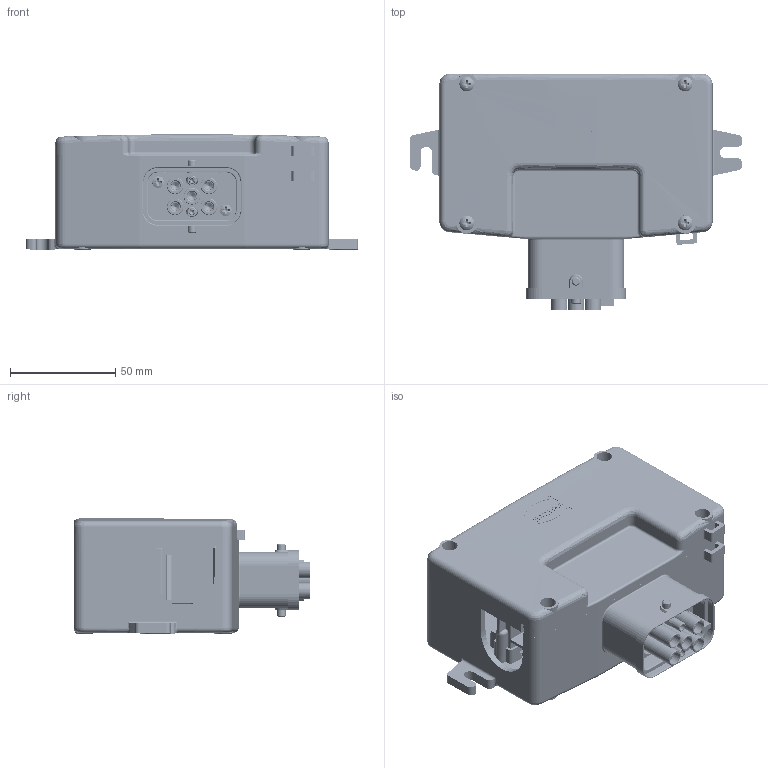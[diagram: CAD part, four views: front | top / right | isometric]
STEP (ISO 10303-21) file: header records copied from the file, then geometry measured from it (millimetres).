
FILE_DESCRIPTION(/* description */ (''),/* implementation_level */ '2;1');
FILE_NAME(/* name */ '100674399ugm000_a.stp',/* time_stamp */ '2016-11-23T08:24:01+01:00',/* author */ (''),/* organization */ (''),/* preprocessor_version */ 'ST-DEVELOPER v16',/* originating_system */ 'SIEMENS PLM Software NX 10.0',/* authorisation */ '');
FILE_SCHEMA (('AUTOMOTIVE_DESIGN { 1 0 10303 214 3 1 1 1 }'));
Products named in the file (1): 100674399ugm000_a
Bounding box: 158 x 112.62 x 55 mm (x, y, z)
Volume: 170672.6 mm3; surface area: 159976.5 mm2
Topology: 2 solids, 6 shells, 5936 faces, 17525 edges, 11662 vertices
Faces by surface type: plane 3194, cylinder 1720, bspline 584, cone 295, extrusion 125, torus 14, sphere 4
Full cylindrical faces by diameter (mm): 0.8 x7, 1.342 x1, 1.4 x2, 1.5 x6, 1.68 x2, 1.8 x2, 1.969 x1, 2.17 x40, 2.25 x2, 2.3 x1, 2.4 x3, 2.45 x2, 2.5 x9, 2.57 x2, 2.62 x2, 2.85 x5, 3 x2, 3.2 x2, 3.5 x4, 3.55 x2, 3.8 x2, 3.9 x5, 4 x2, 4.2 x9, 4.45 x5, 4.6 x2, 5 x14, 5.6 x2, 6 x15, 6.4 x5
Entity records: 269285 total; most frequent: CARTESIAN_POINT 76426, ORIENTED_EDGE 33278, DIRECTION 29332, EDGE_CURVE 16639, VERTEX_POINT 10994, VECTOR 10014, LINE 9889, AXIS2_PLACEMENT_3D 9659
